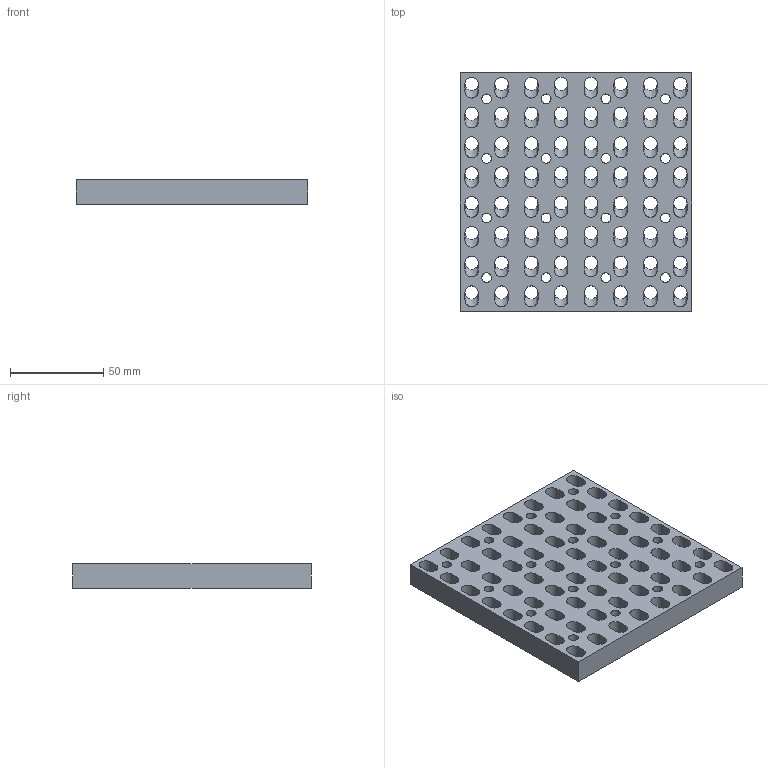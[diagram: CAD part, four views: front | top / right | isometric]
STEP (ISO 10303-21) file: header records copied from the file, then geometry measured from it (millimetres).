
FILE_DESCRIPTION(/* description */ (''),/* implementation_level */ '2;1');
FILE_NAME(/* name */ 'newMagneticDisplay64px.step',/* time_stamp */ '2018-10-11T08:08:34-04:00',/* author */ (''),/* organization */ (''),/* preprocessor_version */ 'ST-DEVELOPER v17.2',/* originating_system */ 'Autodesk Translation Framework v7.6.0.251',/* authorisation */ '');
FILE_SCHEMA (('AUTOMOTIVE_DESIGN { 1 0 10303 214 3 1 1 }'));
Length unit declared in the file: millimetre
Products named in the file (1): FusionComponent
Bounding box: 124 x 128 x 13 mm (x, y, z)
Volume: 156816 mm3; surface area: 57504.5 mm2
Topology: 1 solids, 1 shells, 854 faces, 2684 edges, 1832 vertices
Faces by surface type: plane 518, cylinder 272, bspline 64
Full cylindrical faces by diameter (mm): 5.2 x16, 7.2 x64
Entity records: 31405 total; most frequent: CARTESIAN_POINT 6203, DIRECTION 5450, ORIENTED_EDGE 5368, EDGE_CURVE 2684, AXIS2_PLACEMENT_3D 1975, VERTEX_POINT 1832, LINE 1500, VECTOR 1500
